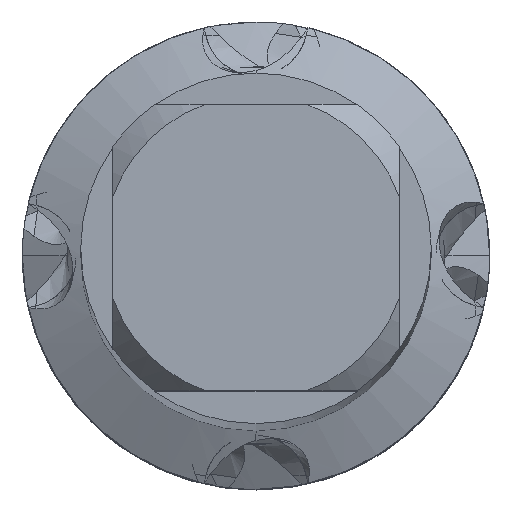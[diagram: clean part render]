
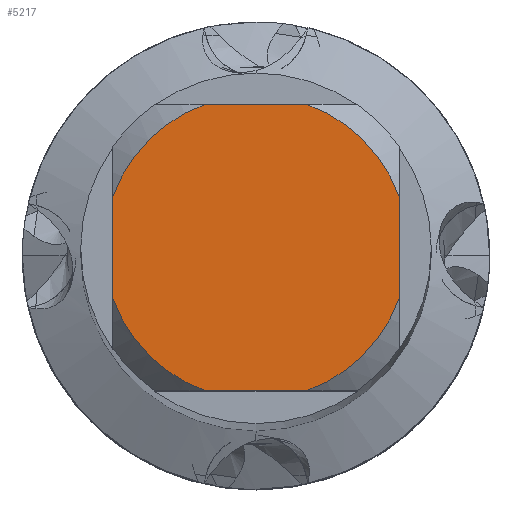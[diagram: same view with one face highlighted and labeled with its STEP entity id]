
A CAD part, top view. The second image highlights one B-rep face of the part: STEP entity #5217.
In plain terms, the highlighted planar face has unit normal (0, 0, 1).
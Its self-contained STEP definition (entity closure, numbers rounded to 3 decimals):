
#2069=EDGE_CURVE('',#4153,#4253,#5881,.T.);
#2191=EDGE_CURVE('',#4839,#5363,#6011,.T.);
#2363=EDGE_CURVE('',#4839,#5397,#6198,.T.);
#2769=EDGE_CURVE('',#4219,#4253,#6648,.T.);
#3827=VERTEX_POINT('',#7815);
#4153=VERTEX_POINT('',#8162);
#4219=VERTEX_POINT('',#8232);
#4253=VERTEX_POINT('',#8270);
#4447=EDGE_CURVE('',#4219,#5363,#8475,.T.);
#4839=VERTEX_POINT('',#8901);
#5217=ADVANCED_FACE('',(#9305),#9306,.T.);
#5219=EDGE_CURVE('',#5319,#5397,#9308,.T.);
#5303=EDGE_CURVE('',#4153,#3827,#9400,.T.);
#5319=VERTEX_POINT('',#9417);
#5363=VERTEX_POINT('',#9464);
#5397=VERTEX_POINT('',#9501);
#5497=EDGE_CURVE('',#5319,#3827,#9611,.T.);
#5881=LINE('',#11107,#11108);
#6011=CIRCLE('',#11715,2.6);
#6198=LINE('',#12745,#12746);
#6648=CIRCLE('',#14828,2.6);
#7815=CARTESIAN_POINT('',(2.45,0.87,0.0));
#8162=CARTESIAN_POINT('',(0.87,2.45,0.0));
#8232=CARTESIAN_POINT('',(-2.45,0.87,0.0));
#8270=CARTESIAN_POINT('',(-0.87,2.45,0.0));
#8475=LINE('',#23714,#23715);
#8901=CARTESIAN_POINT('',(-0.87,-2.45,0.0));
#9305=FACE_OUTER_BOUND('',#27461,.T.);
#9306=PLANE('',#27462);
#9308=CIRCLE('',#27465,2.6);
#9400=CIRCLE('',#27821,2.6);
#9417=CARTESIAN_POINT('',(2.45,-0.87,0.0));
#9464=CARTESIAN_POINT('',(-2.45,-0.87,0.0));
#9501=CARTESIAN_POINT('',(0.87,-2.45,0.0));
#9611=LINE('',#28713,#28714);
#11107=CARTESIAN_POINT('',(0.0,2.45,0.0));
#11108=VECTOR('',#30175,1.0);
#11715=AXIS2_PLACEMENT_3D('',#30263,#30264,#30265);
#12745=CARTESIAN_POINT('',(0.0,-2.45,0.0));
#12746=VECTOR('',#30451,1.0);
#14828=AXIS2_PLACEMENT_3D('',#30913,#30914,#30915);
#23714=CARTESIAN_POINT('',(-2.45,0.65,0.0));
#23715=VECTOR('',#32826,1.0);
#27461=EDGE_LOOP('',(#33501,#33502,#33503,#33504,#33505,#33506,#33507,#33508));
#27462=AXIS2_PLACEMENT_3D('',#33509,#33510,#33511);
#27465=AXIS2_PLACEMENT_3D('',#33512,#33513,#33514);
#27821=AXIS2_PLACEMENT_3D('',#33594,#33595,#33596);
#28713=CARTESIAN_POINT('',(2.45,0.65,0.0));
#28714=VECTOR('',#33821,1.0);
#30175=DIRECTION('',(-1.0,0.0,0.0));
#30263=CARTESIAN_POINT('',(0.0,0.0,0.0));
#30264=DIRECTION('',(0.0,0.0,-1.0));
#30265=DIRECTION('',(0.0,1.0,0.0));
#30451=DIRECTION('',(1.0,0.0,0.0));
#30913=CARTESIAN_POINT('',(0.0,0.0,0.0));
#30914=DIRECTION('',(0.0,0.0,-1.0));
#30915=DIRECTION('',(0.0,1.0,0.0));
#32826=DIRECTION('',(-0.0,-1.0,0.0));
#33501=ORIENTED_EDGE('',*,*,#4447,.T.);
#33502=ORIENTED_EDGE('',*,*,#2191,.F.);
#33503=ORIENTED_EDGE('',*,*,#2363,.T.);
#33504=ORIENTED_EDGE('',*,*,#5219,.F.);
#33505=ORIENTED_EDGE('',*,*,#5497,.T.);
#33506=ORIENTED_EDGE('',*,*,#5303,.F.);
#33507=ORIENTED_EDGE('',*,*,#2069,.T.);
#33508=ORIENTED_EDGE('',*,*,#2769,.F.);
#33509=CARTESIAN_POINT('',(0.0,1.3,0.0));
#33510=DIRECTION('',(-0.0,0.0,1.0));
#33511=DIRECTION('',(0.0,-1.0,0.0));
#33512=CARTESIAN_POINT('',(0.0,0.0,0.0));
#33513=DIRECTION('',(0.0,0.0,-1.0));
#33514=DIRECTION('',(0.0,1.0,0.0));
#33594=CARTESIAN_POINT('',(0.0,0.0,0.0));
#33595=DIRECTION('',(0.0,0.0,-1.0));
#33596=DIRECTION('',(0.0,1.0,0.0));
#33821=DIRECTION('',(-0.0,1.0,0.0));
